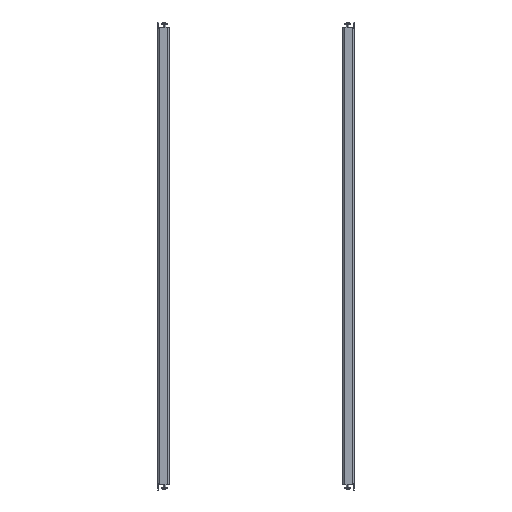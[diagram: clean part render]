
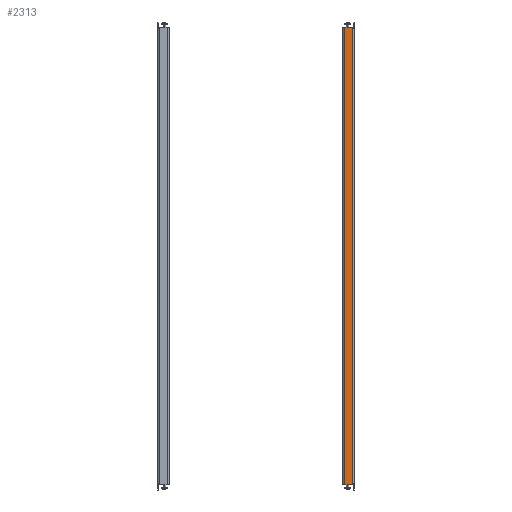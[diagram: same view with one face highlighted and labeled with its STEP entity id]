
A CAD part, front view. The second image highlights one B-rep face of the part: STEP entity #2313.
In plain terms, the highlighted planar face has unit normal (0, -1, 0).
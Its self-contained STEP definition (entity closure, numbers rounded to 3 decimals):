
#4 = VERTEX_POINT ( 'NONE', #18705 ) ;
#1951 = ORIENTED_EDGE ( 'NONE', *, *, #5014, .F. ) ;
#2313 = ADVANCED_FACE ( 'NONE', ( #8673 ), #13456, .F. ) ;
#2831 = ORIENTED_EDGE ( 'NONE', *, *, #15635, .F. ) ;
#3725 = VECTOR ( 'NONE', #16795, 1000. ) ;
#4978 = LINE ( 'NONE', #15142, #6598 ) ;
#5014 = EDGE_CURVE ( 'NONE', #11919, #13402, #9039, .T. ) ;
#5740 = LINE ( 'NONE', #13195, #11985 ) ;
#6011 = CARTESIAN_POINT ( 'NONE',  ( 0., -49., 0. ) ) ;
#6020 = DIRECTION ( 'NONE',  ( 1., 0., 0. ) ) ;
#6598 = VECTOR ( 'NONE', #6020, 1000. ) ;
#7283 = DIRECTION ( 'NONE',  ( 0., 0., 1. ) ) ;
#7807 = ORIENTED_EDGE ( 'NONE', *, *, #11770, .T. ) ;
#8159 = EDGE_LOOP ( 'NONE', ( #7807, #1951, #2831, #11329 ) ) ;
#8268 = VECTOR ( 'NONE', #18930, 1000. ) ;
#8670 = CARTESIAN_POINT ( 'NONE',  ( 413.4, -49., -4. ) ) ;
#8673 = FACE_OUTER_BOUND ( 'NONE', #8159, .T. ) ;
#8956 = AXIS2_PLACEMENT_3D ( 'NONE', #6011, #13186, #7283 ) ;
#9039 = LINE ( 'NONE', #13781, #3725 ) ;
#11329 = ORIENTED_EDGE ( 'NONE', *, *, #16246, .T. ) ;
#11770 = EDGE_CURVE ( 'NONE', #15283, #13402, #4978, .T. ) ;
#11919 = VERTEX_POINT ( 'NONE', #12413 ) ;
#11985 = VECTOR ( 'NONE', #16231, 1000. ) ;
#12166 = CARTESIAN_POINT ( 'NONE',  ( 417.4, -49., -17. ) ) ;
#12413 = CARTESIAN_POINT ( 'NONE',  ( 417.4, -49., -4. ) ) ;
#13186 = DIRECTION ( 'NONE',  ( 0., 1., 0. ) ) ;
#13195 = CARTESIAN_POINT ( 'NONE',  ( -417.4, -49., -4. ) ) ;
#13372 = CARTESIAN_POINT ( 'NONE',  ( -417.4, -49., -17. ) ) ;
#13402 = VERTEX_POINT ( 'NONE', #12166 ) ;
#13456 = PLANE ( 'NONE',  #8956 ) ;
#13781 = CARTESIAN_POINT ( 'NONE',  ( 417.4, -49., -4. ) ) ;
#15142 = CARTESIAN_POINT ( 'NONE',  ( -417.4, -49., -17. ) ) ;
#15283 = VERTEX_POINT ( 'NONE', #13372 ) ;
#15635 = EDGE_CURVE ( 'NONE', #4, #11919, #16166, .T. ) ;
#16166 = LINE ( 'NONE', #8670, #8268 ) ;
#16231 = DIRECTION ( 'NONE',  ( 0., 0., -1. ) ) ;
#16246 = EDGE_CURVE ( 'NONE', #4, #15283, #5740, .T. ) ;
#16795 = DIRECTION ( 'NONE',  ( 0., 0., -1. ) ) ;
#18705 = CARTESIAN_POINT ( 'NONE',  ( -417.4, -49., -4. ) ) ;
#18930 = DIRECTION ( 'NONE',  ( 1., 0., 0. ) ) ;
